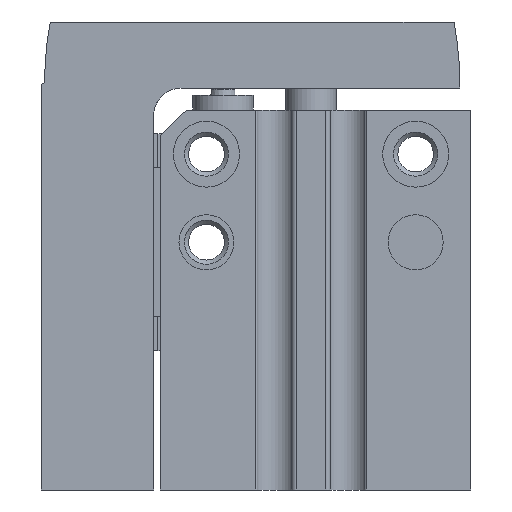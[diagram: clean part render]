
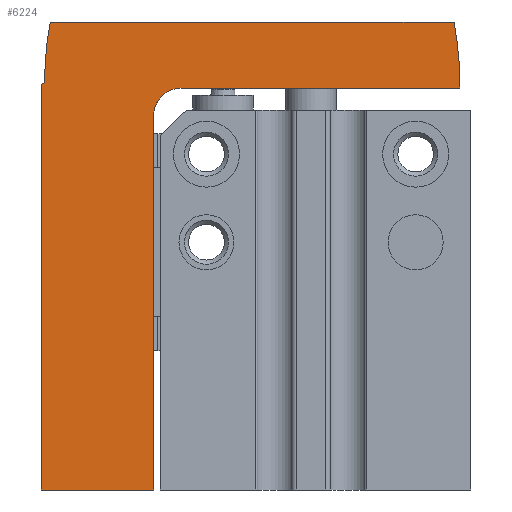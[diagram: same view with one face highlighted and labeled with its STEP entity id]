
A CAD part, left-side view. The second image highlights one B-rep face of the part: STEP entity #6224.
In plain terms, the highlighted planar face has unit normal (-1, 0, 0).
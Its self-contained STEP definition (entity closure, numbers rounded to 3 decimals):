
#371=CIRCLE('',#6702,2.5);
#394=CIRCLE('',#6733,30.);
#395=CIRCLE('',#6734,30.);
#1382=ORIENTED_EDGE('',*,*,#2262,.F.);
#1383=ORIENTED_EDGE('',*,*,#2297,.F.);
#1384=ORIENTED_EDGE('',*,*,#2283,.F.);
#1385=ORIENTED_EDGE('',*,*,#2298,.F.);
#1386=ORIENTED_EDGE('',*,*,#2299,.T.);
#1387=ORIENTED_EDGE('',*,*,#2275,.F.);
#1388=ORIENTED_EDGE('',*,*,#2232,.F.);
#1389=ORIENTED_EDGE('',*,*,#2258,.F.);
#1390=ORIENTED_EDGE('',*,*,#2256,.T.);
#1391=ORIENTED_EDGE('',*,*,#2292,.F.);
#2232=EDGE_CURVE('',#2797,#2798,#3222,.T.);
#2256=EDGE_CURVE('',#2810,#2813,#371,.T.);
#2258=EDGE_CURVE('',#2810,#2797,#3240,.T.);
#2262=EDGE_CURVE('',#2815,#2816,#3244,.T.);
#2275=EDGE_CURVE('',#2798,#2827,#3249,.T.);
#2283=EDGE_CURVE('',#2835,#2836,#3250,.T.);
#2292=EDGE_CURVE('',#2816,#2813,#3254,.T.);
#2297=EDGE_CURVE('',#2836,#2815,#394,.T.);
#2298=EDGE_CURVE('',#2845,#2835,#395,.T.);
#2299=EDGE_CURVE('',#2845,#2827,#3257,.T.);
#2797=VERTEX_POINT('',#9455);
#2798=VERTEX_POINT('',#9457);
#2810=VERTEX_POINT('',#9490);
#2813=VERTEX_POINT('',#9497);
#2815=VERTEX_POINT('',#9508);
#2816=VERTEX_POINT('',#9510);
#2827=VERTEX_POINT('',#9533);
#2835=VERTEX_POINT('',#9552);
#2836=VERTEX_POINT('',#9553);
#2845=VERTEX_POINT('',#9580);
#3222=LINE('',#9456,#3594);
#3240=LINE('',#9501,#3612);
#3244=LINE('',#9509,#3616);
#3249=LINE('',#9535,#3621);
#3250=LINE('',#9551,#3622);
#3254=LINE('',#9570,#3626);
#3257=LINE('',#9581,#3629);
#3594=VECTOR('',#7896,1000.);
#3612=VECTOR('',#7936,1000.);
#3616=VECTOR('',#7944,1000.);
#3621=VECTOR('',#7967,1000.);
#3622=VECTOR('',#7984,1000.);
#3626=VECTOR('',#8000,1000.);
#3629=VECTOR('',#8015,1000.);
#4002=EDGE_LOOP('',(#1382,#1383,#1384,#1385,#1386,#1387,#1388,#1389,#1390,
#1391));
#4468=FACE_BOUND('',#4002,.T.);
#4731=PLANE('',#6732);
#6224=ADVANCED_FACE('',(#4468),#4731,.F.);
#6702=AXIS2_PLACEMENT_3D('',#9498,#7931,#7932);
#6732=AXIS2_PLACEMENT_3D('',#9577,#8009,#8010);
#6733=AXIS2_PLACEMENT_3D('',#9578,#8011,#8012);
#6734=AXIS2_PLACEMENT_3D('',#9579,#8013,#8014);
#7896=DIRECTION('',(0.,1.,0.));
#7931=DIRECTION('',(1.,0.,0.));
#7932=DIRECTION('',(0.,0.,-1.));
#7936=DIRECTION('',(0.,0.,-1.));
#7944=DIRECTION('',(0.,0.,-1.));
#7967=DIRECTION('',(0.,0.,1.));
#7984=DIRECTION('',(0.,-1.,0.));
#8000=DIRECTION('',(0.,1.,0.));
#8009=DIRECTION('',(1.,0.,0.));
#8010=DIRECTION('',(0.,0.,-1.));
#8011=DIRECTION('',(1.,0.,0.));
#8012=DIRECTION('',(0.,0.,-1.));
#8013=DIRECTION('',(1.,0.,0.));
#8014=DIRECTION('',(0.,0.,-1.));
#8015=DIRECTION('',(0.,0.848,-0.53));
#9455=CARTESIAN_POINT('',(-7.65,27.8,-42.5));
#9456=CARTESIAN_POINT('',(-7.65,27.8,-42.5));
#9457=CARTESIAN_POINT('',(-7.65,38.,-42.5));
#9490=CARTESIAN_POINT('',(-7.65,27.8,-8.5));
#9497=CARTESIAN_POINT('',(-7.65,25.3,-6.));
#9498=CARTESIAN_POINT('',(-7.65,25.3,-8.5));
#9501=CARTESIAN_POINT('',(-7.65,27.8,-8.5));
#9508=CARTESIAN_POINT('',(-7.65,0.,-5.5));
#9509=CARTESIAN_POINT('',(-7.65,0.,0.));
#9510=CARTESIAN_POINT('',(-7.65,0.,-6.));
#9533=CARTESIAN_POINT('',(-7.65,38.,-5.687));
#9535=CARTESIAN_POINT('',(-7.65,38.,-42.5));
#9551=CARTESIAN_POINT('',(-7.65,38.,0.));
#9552=CARTESIAN_POINT('',(-7.65,37.192,0.));
#9553=CARTESIAN_POINT('',(-7.65,0.508,0.));
#9570=CARTESIAN_POINT('',(-7.65,0.,-6.));
#9577=CARTESIAN_POINT('',(-7.65,25.3,-8.5));
#9578=CARTESIAN_POINT('',(-7.65,30.,-5.5));
#9579=CARTESIAN_POINT('',(-7.65,7.7,-5.5));
#9580=CARTESIAN_POINT('',(-7.65,37.7,-5.5));
#9581=CARTESIAN_POINT('',(-7.65,37.7,-5.5));
